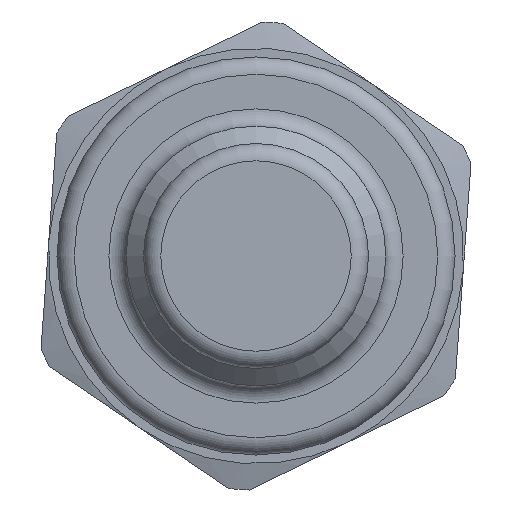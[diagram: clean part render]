
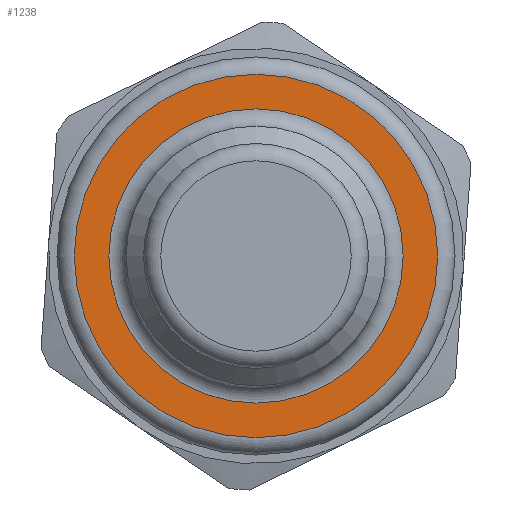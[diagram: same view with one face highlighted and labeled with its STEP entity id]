
A CAD part, left-side view. The second image highlights one B-rep face of the part: STEP entity #1238.
In plain terms, the highlighted planar face has unit normal (-1, 0, 0).
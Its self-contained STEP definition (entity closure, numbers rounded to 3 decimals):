
#1207=CARTESIAN_POINT('',(21.5,8.5,0.));
#1208=VERTEX_POINT('',#1207);
#1209=CARTESIAN_POINT('',(21.5,0.0,0.0));
#1210=DIRECTION('',(-1.0,0.0,0.0));
#1211=DIRECTION('',(0.0,-1.0,0.0));
#1212=AXIS2_PLACEMENT_3D('',#1209,#1210,#1211);
#1213=CIRCLE('',#1212,8.5);
#1214=EDGE_CURVE('',#1208,#1208,#1213,.T.);
#1219=CARTESIAN_POINT('',(21.5,9.5,0.0));
#1220=DIRECTION('',(-1.0,0.0,0.0));
#1221=DIRECTION('',(0.0,0.0,1.0));
#1222=AXIS2_PLACEMENT_3D('',#1219,#1220,#1221);
#1223=PLANE('',#1222);
#1224=CARTESIAN_POINT('',(21.5,10.5,0.0));
#1225=VERTEX_POINT('',#1224);
#1226=CARTESIAN_POINT('',(21.5,0.0,0.0));
#1227=DIRECTION('',(1.0,0.0,0.0));
#1228=DIRECTION('',(0.0,-1.0,0.0));
#1229=AXIS2_PLACEMENT_3D('',#1226,#1227,#1228);
#1230=CIRCLE('',#1229,10.5);
#1231=EDGE_CURVE('',#1225,#1225,#1230,.T.);
#1232=ORIENTED_EDGE('',*,*,#1231,.F.);
#1233=EDGE_LOOP('',(#1232));
#1234=FACE_OUTER_BOUND('',#1233,.T.);
#1235=ORIENTED_EDGE('',*,*,#1214,.F.);
#1236=EDGE_LOOP('',(#1235));
#1237=FACE_BOUND('',#1236,.T.);
#1238=ADVANCED_FACE('',(#1234,#1237),#1223,.T.);
